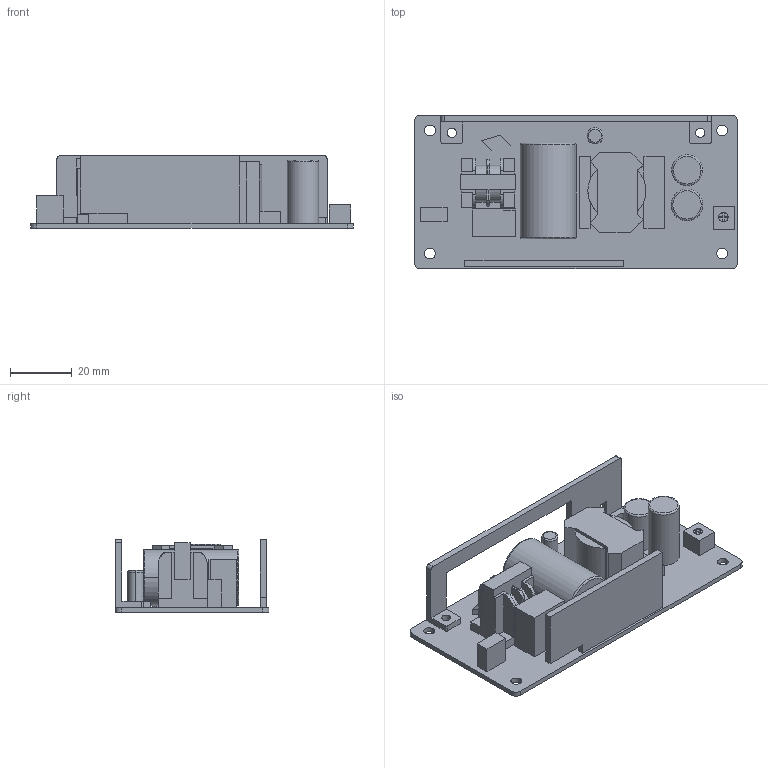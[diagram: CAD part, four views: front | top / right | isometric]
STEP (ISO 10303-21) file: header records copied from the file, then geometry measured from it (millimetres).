
FILE_DESCRIPTION((''),'2;1');
FILE_NAME('30W-2023','2024-07-08T',('410022'),(''),'PRO/ENGINEER BY PARAMETRIC TECHNOLOGY CORPORATION, 2010280','PRO/ENGINEER BY PARAMETRIC TECHNOLOGY CORPORATION, 2010280','');
FILE_SCHEMA(('CONFIG_CONTROL_DESIGN'));
Length unit declared in the file: millimetre
Products named in the file (1): 30W-2023
Bounding box: 105 x 50 x 23.6 mm (x, y, z)
Volume: 38240.8 mm3; surface area: 24514.2 mm2
Topology: 2 solids, 3 shells, 208 faces, 579 edges, 384 vertices
Faces by surface type: plane 146, cylinder 52, torus 10
Entity records: 6814 total; most frequent: CARTESIAN_POINT 1285, ORIENTED_EDGE 1150, DIRECTION 1114, EDGE_CURVE 579, VECTOR 448, LINE 448, VERTEX_POINT 384, AXIS2_PLACEMENT_3D 333
